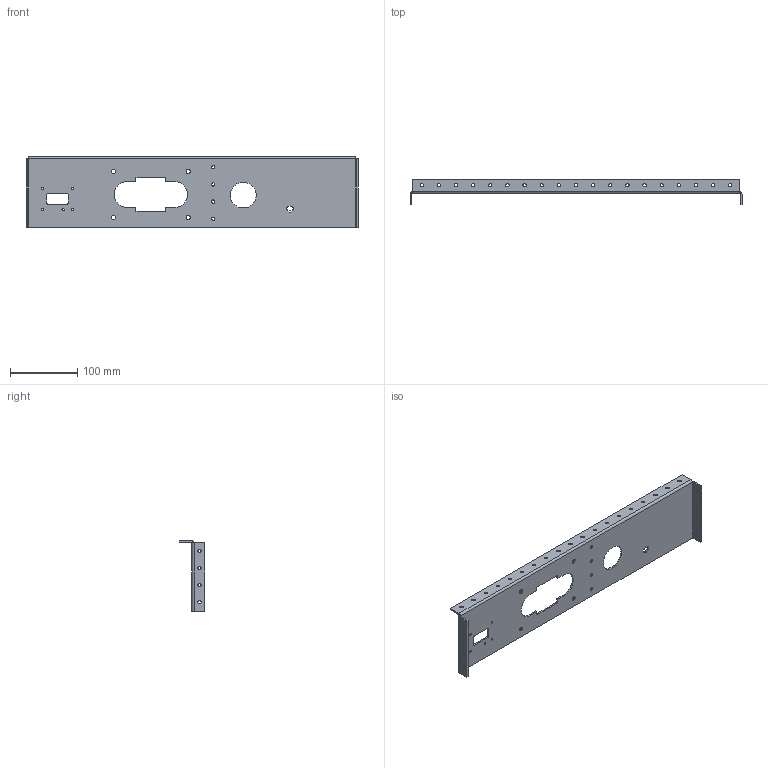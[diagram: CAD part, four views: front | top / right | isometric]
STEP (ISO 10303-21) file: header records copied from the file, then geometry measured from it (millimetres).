
FILE_DESCRIPTION (( 'STEP AP203' ), '1' );
FILE_NAME ('Penthouse_Rear_WallSCS.STEP', '2024-12-11T04:18:40', ( '' ), ( '' ), 'SwSTEP 2.0', 'SolidWorks 2024', '' );
FILE_SCHEMA (( 'CONFIG_CONTROL_DESIGN' ));
Length unit declared in the file: millimetre
Products named in the file (1): Penthouse_Rear_WallSCS
Bounding box: 491.97 x 38.1 x 104.7 mm (x, y, z)
Volume: 129669.2 mm3; surface area: 119026.4 mm2
Topology: 1 solids, 1 shells, 149 faces, 417 edges, 270 vertices
Faces by surface type: cylinder 94, plane 55
Entity records: 5100 total; most frequent: DIRECTION 905, CARTESIAN_POINT 837, ORIENTED_EDGE 834, EDGE_CURVE 417, AXIS2_PLACEMENT_3D 338, VERTEX_POINT 270, EDGE_LOOP 237, VECTOR 229
